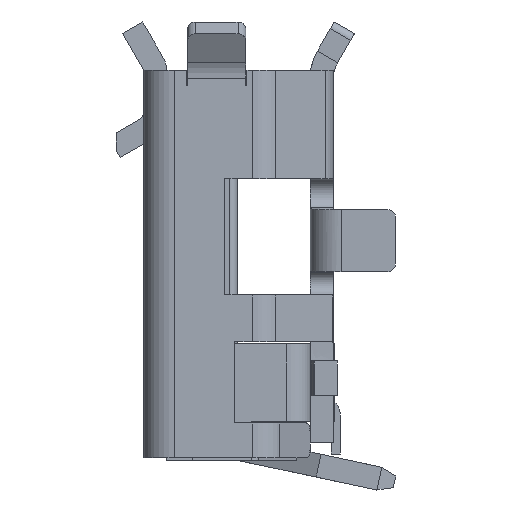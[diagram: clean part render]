
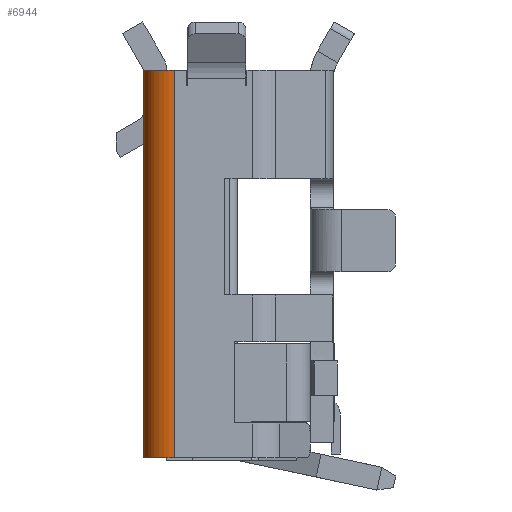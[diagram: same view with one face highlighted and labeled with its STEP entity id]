
A CAD part, left-side view. The second image highlights one B-rep face of the part: STEP entity #6944.
In plain terms, the highlighted cylindrical face has radius 0.4 mm (diameter 0.8 mm), a partial arc.
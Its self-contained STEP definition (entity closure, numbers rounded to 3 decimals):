
#1010 = CIRCLE ( 'NONE', #5539, 0.4 ) ;
#1913 = DIRECTION ( 'NONE',  ( 0., 0., 1. ) ) ;
#2264 = CYLINDRICAL_SURFACE ( 'NONE', #17543, 0.4 ) ;
#3529 = CARTESIAN_POINT ( 'NONE',  ( -3.75, 2.14, -2.8 ) ) ;
#4149 = ORIENTED_EDGE ( 'NONE', *, *, #6138, .T. ) ;
#4207 = FACE_OUTER_BOUND ( 'NONE', #16566, .T. ) ;
#4250 = CARTESIAN_POINT ( 'NONE',  ( -3.75, 2.14, 2.2 ) ) ;
#4839 = VECTOR ( 'NONE', #1913, 1000. ) ;
#5539 = AXIS2_PLACEMENT_3D ( 'NONE', #7480, #20704, #5853 ) ;
#5853 = DIRECTION ( 'NONE',  ( -1., 0., 0. ) ) ;
#5952 = EDGE_CURVE ( 'NONE', #13537, #15123, #16675, .T. ) ;
#6138 = EDGE_CURVE ( 'NONE', #15123, #8634, #17664, .T. ) ;
#6944 = ADVANCED_FACE ( 'NONE', ( #4207 ), #2264, .T. ) ;
#7303 = VECTOR ( 'NONE', #13922, 1000. ) ;
#7480 = CARTESIAN_POINT ( 'NONE',  ( -3.35, 2.14, -2.8 ) ) ;
#8634 = VERTEX_POINT ( 'NONE', #15023 ) ;
#8951 = CARTESIAN_POINT ( 'NONE',  ( -3.35, 2.14, 2.2 ) ) ;
#9544 = ORIENTED_EDGE ( 'NONE', *, *, #16806, .F. ) ;
#10166 = ORIENTED_EDGE ( 'NONE', *, *, #14392, .T. ) ;
#10255 = ORIENTED_EDGE ( 'NONE', *, *, #5952, .T. ) ;
#10396 = CARTESIAN_POINT ( 'NONE',  ( -3.35, 2.14, -6000002.9 ) ) ;
#10658 = LINE ( 'NONE', #15761, #7303 ) ;
#10935 = VERTEX_POINT ( 'NONE', #14597 ) ;
#13537 = VERTEX_POINT ( 'NONE', #3529 ) ;
#13922 = DIRECTION ( 'NONE',  ( 0., 0., 1. ) ) ;
#14392 = EDGE_CURVE ( 'NONE', #10935, #13537, #1010, .T. ) ;
#14597 = CARTESIAN_POINT ( 'NONE',  ( -3.35, 2.54, -2.8 ) ) ;
#15023 = CARTESIAN_POINT ( 'NONE',  ( -3.35, 2.54, 2.2 ) ) ;
#15123 = VERTEX_POINT ( 'NONE', #4250 ) ;
#15395 = DIRECTION ( 'NONE',  ( 0., 0., 1. ) ) ;
#15680 = DIRECTION ( 'NONE',  ( -1., 0., 0. ) ) ;
#15761 = CARTESIAN_POINT ( 'NONE',  ( -3.35, 2.54, 2.302 ) ) ;
#16566 = EDGE_LOOP ( 'NONE', ( #9544, #10166, #10255, #4149 ) ) ;
#16629 = AXIS2_PLACEMENT_3D ( 'NONE', #8951, #20553, #15680 ) ;
#16675 = LINE ( 'NONE', #20146, #4839 ) ;
#16806 = EDGE_CURVE ( 'NONE', #10935, #8634, #10658, .T. ) ;
#17240 = DIRECTION ( 'NONE',  ( -1., 0., 0. ) ) ;
#17543 = AXIS2_PLACEMENT_3D ( 'NONE', #10396, #15395, #17240 ) ;
#17664 = CIRCLE ( 'NONE', #16629, 0.4 ) ;
#20146 = CARTESIAN_POINT ( 'NONE',  ( -3.75, 2.14, -6000002.9 ) ) ;
#20553 = DIRECTION ( 'NONE',  ( 0., 0., -1. ) ) ;
#20704 = DIRECTION ( 'NONE',  ( 0., 0., 1. ) ) ;
